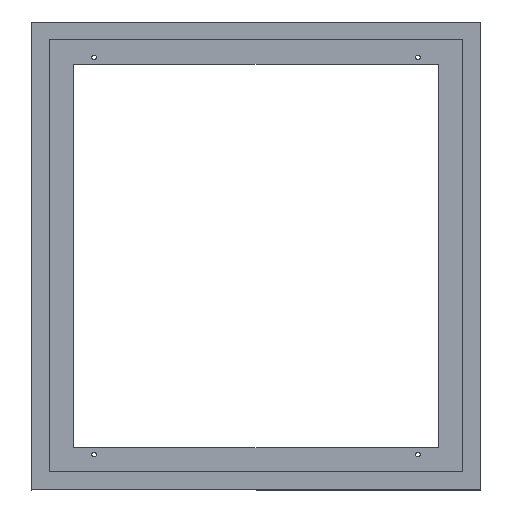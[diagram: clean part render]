
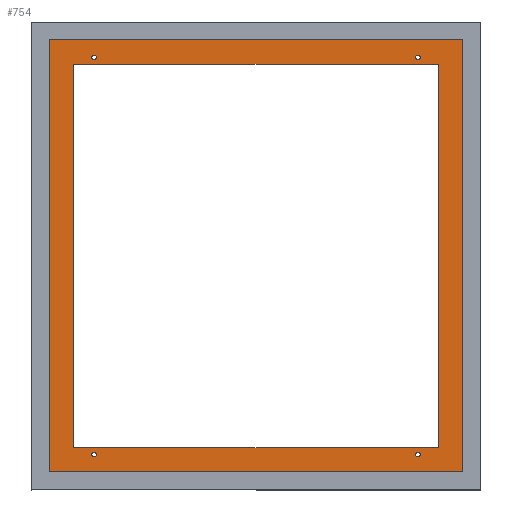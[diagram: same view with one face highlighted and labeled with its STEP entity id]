
A CAD part, top view. The second image highlights one B-rep face of the part: STEP entity #754.
In plain terms, the highlighted planar face has unit normal (0, 0, 1).
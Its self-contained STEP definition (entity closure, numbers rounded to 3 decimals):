
#9 = EDGE_CURVE ( 'NONE', #1832, #497, #1168, .T. ) ;
#15 = CARTESIAN_POINT ( 'NONE',  ( -344., -422., 1. ) ) ;
#32 = CARTESIAN_POINT ( 'NONE',  ( 0., 0., 1. ) ) ;
#41 = CARTESIAN_POINT ( 'NONE',  ( -387., 407., 1. ) ) ;
#43 = CIRCLE ( 'NONE', #640, 4.75 ) ;
#71 = CARTESIAN_POINT ( 'NONE',  ( 344., 422., 1. ) ) ;
#91 = ORIENTED_EDGE ( 'NONE', *, *, #1180, .F. ) ;
#121 = DIRECTION ( 'NONE',  ( 1., 0., 0. ) ) ;
#129 = EDGE_CURVE ( 'NONE', #1174, #1204, #682, .T. ) ;
#169 = CARTESIAN_POINT ( 'NONE',  ( 476., -496., 1. ) ) ;
#182 = CARTESIAN_POINT ( 'NONE',  ( 476., -496., 1. ) ) ;
#199 = CARTESIAN_POINT ( 'NONE',  ( 476., 496., 1. ) ) ;
#208 = EDGE_CURVE ( 'NONE', #1204, #1174, #1607, .T. ) ;
#212 = CARTESIAN_POINT ( 'NONE',  ( -348.75, 422., 1. ) ) ;
#219 = CARTESIAN_POINT ( 'NONE',  ( -339.25, 422., 1. ) ) ;
#283 = AXIS2_PLACEMENT_3D ( 'NONE', #1982, #1849, #586 ) ;
#284 = CARTESIAN_POINT ( 'NONE',  ( -344., 422., 1. ) ) ;
#332 = EDGE_CURVE ( 'NONE', #1393, #1584, #1444, .T. ) ;
#341 = EDGE_CURVE ( 'NONE', #1184, #1393, #895, .T. ) ;
#343 = EDGE_CURVE ( 'NONE', #1668, #1674, #1425, .T. ) ;
#393 = DIRECTION ( 'NONE',  ( 0., 0., 1. ) ) ;
#399 = EDGE_CURVE ( 'NONE', #1994, #2196, #1381, .T. ) ;
#417 = EDGE_CURVE ( 'NONE', #1341, #1184, #1350, .T. ) ;
#425 = DIRECTION ( 'NONE',  ( -1., 0., 0. ) ) ;
#435 = CARTESIAN_POINT ( 'NONE',  ( 387., -407., 1. ) ) ;
#442 = EDGE_CURVE ( 'NONE', #2196, #790, #1274, .T. ) ;
#487 = DIRECTION ( 'NONE',  ( 1., 0., 0. ) ) ;
#497 = VERTEX_POINT ( 'NONE', #766 ) ;
#512 = EDGE_LOOP ( 'NONE', ( #1176, #1949 ) ) ;
#531 = VERTEX_POINT ( 'NONE', #629 ) ;
#538 = DIRECTION ( 'NONE',  ( 0., -1., 0. ) ) ;
#580 = EDGE_LOOP ( 'NONE', ( #1869, #1658 ) ) ;
#586 = DIRECTION ( 'NONE',  ( 1., 0., 0. ) ) ;
#593 = EDGE_CURVE ( 'NONE', #2033, #1994, #842, .T. ) ;
#629 = CARTESIAN_POINT ( 'NONE',  ( 339.25, 422., 1. ) ) ;
#640 = AXIS2_PLACEMENT_3D ( 'NONE', #1055, #1096, #1103 ) ;
#682 = CIRCLE ( 'NONE', #1844, 4.75 ) ;
#691 = ORIENTED_EDGE ( 'NONE', *, *, #593, .T. ) ;
#692 = FACE_OUTER_BOUND ( 'NONE', #2130, .T. ) ;
#704 = DIRECTION ( 'NONE',  ( 1., 0., 0. ) ) ;
#716 = DIRECTION ( 'NONE',  ( 1., 0., 0. ) ) ;
#733 = DIRECTION ( 'NONE',  ( 0., 1., 0. ) ) ;
#735 = EDGE_CURVE ( 'NONE', #790, #2033, #998, .T. ) ;
#739 = EDGE_CURVE ( 'NONE', #1674, #1668, #1707, .T. ) ;
#754 = ADVANCED_FACE ( 'NONE', ( #851, #2262, #925, #1017, #692, #1218 ), #1102, .F. ) ;
#757 = DIRECTION ( 'NONE',  ( 0., 0., 1. ) ) ;
#766 = CARTESIAN_POINT ( 'NONE',  ( -339.25, -422., 1. ) ) ;
#790 = VERTEX_POINT ( 'NONE', #2282 ) ;
#795 = CARTESIAN_POINT ( 'NONE',  ( -387., 407., 1. ) ) ;
#819 = CARTESIAN_POINT ( 'NONE',  ( 348.75, -422., 1. ) ) ;
#837 = VECTOR ( 'NONE', #487, 1000. ) ;
#842 = LINE ( 'NONE', #169, #837 ) ;
#851 = FACE_BOUND ( 'NONE', #512, .T. ) ;
#863 = DIRECTION ( 'NONE',  ( -1., 0., 0. ) ) ;
#868 = ORIENTED_EDGE ( 'NONE', *, *, #341, .F. ) ;
#892 = VECTOR ( 'NONE', #2150, 1000. ) ;
#895 = LINE ( 'NONE', #41, #892 ) ;
#925 = FACE_BOUND ( 'NONE', #1822, .T. ) ;
#930 = AXIS2_PLACEMENT_3D ( 'NONE', #71, #757, #1234 ) ;
#956 = ORIENTED_EDGE ( 'NONE', *, *, #2053, .F. ) ;
#960 = CARTESIAN_POINT ( 'NONE',  ( 387., 407., 1. ) ) ;
#968 = AXIS2_PLACEMENT_3D ( 'NONE', #1667, #2258, #121 ) ;
#977 = CARTESIAN_POINT ( 'NONE',  ( -387., -407., 1. ) ) ;
#998 = LINE ( 'NONE', #1821, #1048 ) ;
#1017 = FACE_BOUND ( 'NONE', #1044, .T. ) ;
#1019 = DIRECTION ( 'NONE',  ( 0., 1., 0. ) ) ;
#1044 = EDGE_LOOP ( 'NONE', ( #2125, #2128 ) ) ;
#1047 = CARTESIAN_POINT ( 'NONE',  ( 348.75, 422., 1. ) ) ;
#1048 = VECTOR ( 'NONE', #538, 1000. ) ;
#1055 = CARTESIAN_POINT ( 'NONE',  ( 344., 422., 1. ) ) ;
#1066 = CARTESIAN_POINT ( 'NONE',  ( 344., -422., 1. ) ) ;
#1088 = CARTESIAN_POINT ( 'NONE',  ( 476., 496., 1. ) ) ;
#1092 = CARTESIAN_POINT ( 'NONE',  ( 387., 407., 1. ) ) ;
#1096 = DIRECTION ( 'NONE',  ( 0., 0., 1. ) ) ;
#1102 = PLANE ( 'NONE',  #1567 ) ;
#1103 = DIRECTION ( 'NONE',  ( -1., 0., 0. ) ) ;
#1168 = CIRCLE ( 'NONE', #2235, 4.75 ) ;
#1174 = VERTEX_POINT ( 'NONE', #212 ) ;
#1176 = ORIENTED_EDGE ( 'NONE', *, *, #1353, .F. ) ;
#1180 = EDGE_CURVE ( 'NONE', #531, #2076, #1678, .T. ) ;
#1184 = VERTEX_POINT ( 'NONE', #795 ) ;
#1204 = VERTEX_POINT ( 'NONE', #219 ) ;
#1218 = FACE_BOUND ( 'NONE', #1786, .T. ) ;
#1234 = DIRECTION ( 'NONE',  ( -1., 0., 0. ) ) ;
#1262 = LINE ( 'NONE', #1742, #2237 ) ;
#1274 = LINE ( 'NONE', #1392, #1290 ) ;
#1290 = VECTOR ( 'NONE', #2116, 1000. ) ;
#1304 = VECTOR ( 'NONE', #2065, 1000. ) ;
#1335 = ORIENTED_EDGE ( 'NONE', *, *, #735, .T. ) ;
#1341 = VERTEX_POINT ( 'NONE', #960 ) ;
#1349 = DIRECTION ( 'NONE',  ( 1., 0., 0. ) ) ;
#1350 = LINE ( 'NONE', #1092, #1304 ) ;
#1353 = EDGE_CURVE ( 'NONE', #497, #1832, #2185, .T. ) ;
#1367 = VECTOR ( 'NONE', #733, 1000. ) ;
#1381 = LINE ( 'NONE', #1088, #1367 ) ;
#1392 = CARTESIAN_POINT ( 'NONE',  ( 476., 496., 1. ) ) ;
#1393 = VERTEX_POINT ( 'NONE', #977 ) ;
#1408 = DIRECTION ( 'NONE',  ( 0., 0., 1. ) ) ;
#1414 = DIRECTION ( 'NONE',  ( -1., 0., 0. ) ) ;
#1425 = CIRCLE ( 'NONE', #283, 4.75 ) ;
#1430 = AXIS2_PLACEMENT_3D ( 'NONE', #1066, #1408, #716 ) ;
#1438 = VECTOR ( 'NONE', #704, 1000. ) ;
#1444 = LINE ( 'NONE', #1839, #1438 ) ;
#1453 = CARTESIAN_POINT ( 'NONE',  ( -476., -496., 1. ) ) ;
#1467 = CARTESIAN_POINT ( 'NONE',  ( 339.25, -422., 1. ) ) ;
#1513 = DIRECTION ( 'NONE',  ( 0., 0., 1. ) ) ;
#1567 = AXIS2_PLACEMENT_3D ( 'NONE', #32, #1976, #425 ) ;
#1579 = ORIENTED_EDGE ( 'NONE', *, *, #417, .F. ) ;
#1584 = VERTEX_POINT ( 'NONE', #435 ) ;
#1598 = ORIENTED_EDGE ( 'NONE', *, *, #332, .F. ) ;
#1607 = CIRCLE ( 'NONE', #968, 4.75 ) ;
#1658 = ORIENTED_EDGE ( 'NONE', *, *, #739, .F. ) ;
#1667 = CARTESIAN_POINT ( 'NONE',  ( -344., 422., 1. ) ) ;
#1668 = VERTEX_POINT ( 'NONE', #819 ) ;
#1674 = VERTEX_POINT ( 'NONE', #1467 ) ;
#1678 = CIRCLE ( 'NONE', #930, 4.75 ) ;
#1707 = CIRCLE ( 'NONE', #1430, 4.75 ) ;
#1742 = CARTESIAN_POINT ( 'NONE',  ( 387., 407., 1. ) ) ;
#1744 = EDGE_CURVE ( 'NONE', #1584, #1341, #1262, .T. ) ;
#1786 = EDGE_LOOP ( 'NONE', ( #1852, #1598, #868, #1579 ) ) ;
#1809 = ORIENTED_EDGE ( 'NONE', *, *, #442, .T. ) ;
#1813 = CARTESIAN_POINT ( 'NONE',  ( -348.75, -422., 1. ) ) ;
#1821 = CARTESIAN_POINT ( 'NONE',  ( -476., 496., 1. ) ) ;
#1822 = EDGE_LOOP ( 'NONE', ( #956, #91 ) ) ;
#1832 = VERTEX_POINT ( 'NONE', #1813 ) ;
#1839 = CARTESIAN_POINT ( 'NONE',  ( 387., -407., 1. ) ) ;
#1844 = AXIS2_PLACEMENT_3D ( 'NONE', #284, #1513, #1349 ) ;
#1846 = AXIS2_PLACEMENT_3D ( 'NONE', #15, #2168, #1414 ) ;
#1849 = DIRECTION ( 'NONE',  ( 0., 0., 1. ) ) ;
#1852 = ORIENTED_EDGE ( 'NONE', *, *, #1744, .F. ) ;
#1869 = ORIENTED_EDGE ( 'NONE', *, *, #343, .F. ) ;
#1949 = ORIENTED_EDGE ( 'NONE', *, *, #9, .F. ) ;
#1976 = DIRECTION ( 'NONE',  ( 0., 0., -1. ) ) ;
#1982 = CARTESIAN_POINT ( 'NONE',  ( 344., -422., 1. ) ) ;
#1986 = ORIENTED_EDGE ( 'NONE', *, *, #399, .T. ) ;
#1994 = VERTEX_POINT ( 'NONE', #182 ) ;
#2033 = VERTEX_POINT ( 'NONE', #1453 ) ;
#2053 = EDGE_CURVE ( 'NONE', #2076, #531, #43, .T. ) ;
#2065 = DIRECTION ( 'NONE',  ( -1., 0., 0. ) ) ;
#2067 = CARTESIAN_POINT ( 'NONE',  ( -344., -422., 1. ) ) ;
#2076 = VERTEX_POINT ( 'NONE', #1047 ) ;
#2116 = DIRECTION ( 'NONE',  ( -1., 0., 0. ) ) ;
#2125 = ORIENTED_EDGE ( 'NONE', *, *, #208, .F. ) ;
#2128 = ORIENTED_EDGE ( 'NONE', *, *, #129, .F. ) ;
#2130 = EDGE_LOOP ( 'NONE', ( #1986, #1809, #1335, #691 ) ) ;
#2150 = DIRECTION ( 'NONE',  ( 0., -1., 0. ) ) ;
#2168 = DIRECTION ( 'NONE',  ( 0., 0., 1. ) ) ;
#2185 = CIRCLE ( 'NONE', #1846, 4.75 ) ;
#2196 = VERTEX_POINT ( 'NONE', #199 ) ;
#2235 = AXIS2_PLACEMENT_3D ( 'NONE', #2067, #393, #863 ) ;
#2237 = VECTOR ( 'NONE', #1019, 1000. ) ;
#2258 = DIRECTION ( 'NONE',  ( 0., 0., 1. ) ) ;
#2262 = FACE_BOUND ( 'NONE', #580, .T. ) ;
#2282 = CARTESIAN_POINT ( 'NONE',  ( -476., 496., 1. ) ) ;
